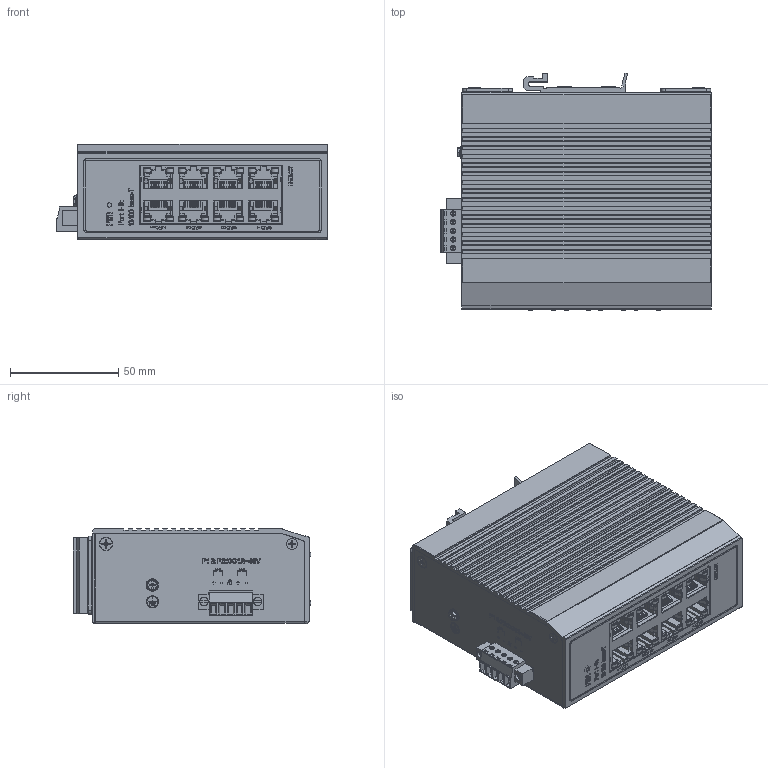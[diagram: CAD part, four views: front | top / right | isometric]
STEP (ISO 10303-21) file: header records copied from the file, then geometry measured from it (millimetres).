
FILE_DESCRIPTION((''),'2;1');
FILE_NAME('8K-2_ASM','2023-05-07T',('Administrator'),(''),'PRO/ENGINEER BY PARAMETRIC TECHNOLOGY CORPORATION, 2011310','PRO/ENGINEER BY PARAMETRIC TECHNOLOGY CORPORATION, 2011310','');
FILE_SCHEMA(('CONFIG_CONTROL_DESIGN'));
Products named in the file (67): BODY_65; PRT0201; PRT0202; PRT0203; PRT0204; PRT0205; PRT0206; PRT0207; PRT0208; PRT0209; PRT0210; PRT0211; PRT0212; PRT0213; PRT0214; PRT0215; PRT0216; PRT0217; PRT0218; PRT0219; PRT0220; PRT0221; PRT0222; PRT0223; PRT0224; PRT0225; PRT0226; PRT0227; PRT0228; PRT0229; PRT0230; PRT0231; PRT0232; PRT0233; PRT0234; PRT0235; PRT0236; PRT0237; PRT0238; PRT0239 ...
Assembly tree (66 placements, depth 2):
  8K-2_ASM
    BODY_65
    PRT0201
    PRT0202
    PRT0203
    PRT0204
    PRT0205
    PRT0206
    PRT0207
    PRT0208
    PRT0209
    PRT0210
    PRT0211
    PRT0212
    PRT0213
    PRT0214
    PRT0215
    PRT0216
    PRT0217
    PRT0218
    PRT0219
    PRT0220
    PRT0221
    PRT0222
    PRT0223
    PRT0224
    PRT0225
    PRT0226
    PRT0227
    PRT0228
    PRT0229
    PRT0230
    PRT0231
    PRT0232
    PRT0233
    PRT0234
    PRT0235
    PRT0236
    PRT0237
    PRT0238
    PRT0239
    PRT0240
    PRT0241
    PRT0242
    PRT0243
    PRT0244
    PRT0245
    PRT0246
    PRT0247
    PRT0248
    PRT0249
    PRT0250
    PRT0251
    PRT0252
    PRT0253
    PRT0254
    PRT0255
    PRT0256
    PRT0257
    PRT0258
Bounding box: 125.23 x 109.58 x 44 mm (x, y, z)
Volume: 123941.9 mm3; surface area: 130256.1 mm2
Topology: 66 solids, 66 shells, 3897 faces, 10672 edges, 7117 vertices
Faces by surface type: plane 3279, cylinder 436, cone 82, torus 60, bspline 40
Entity records: 125833 total; most frequent: CARTESIAN_POINT 24884, ORIENTED_EDGE 21344, DIRECTION 19504, EDGE_CURVE 10672, VECTOR 9160, LINE 9160, VERTEX_POINT 7117, AXIS2_PLACEMENT_3D 5172
